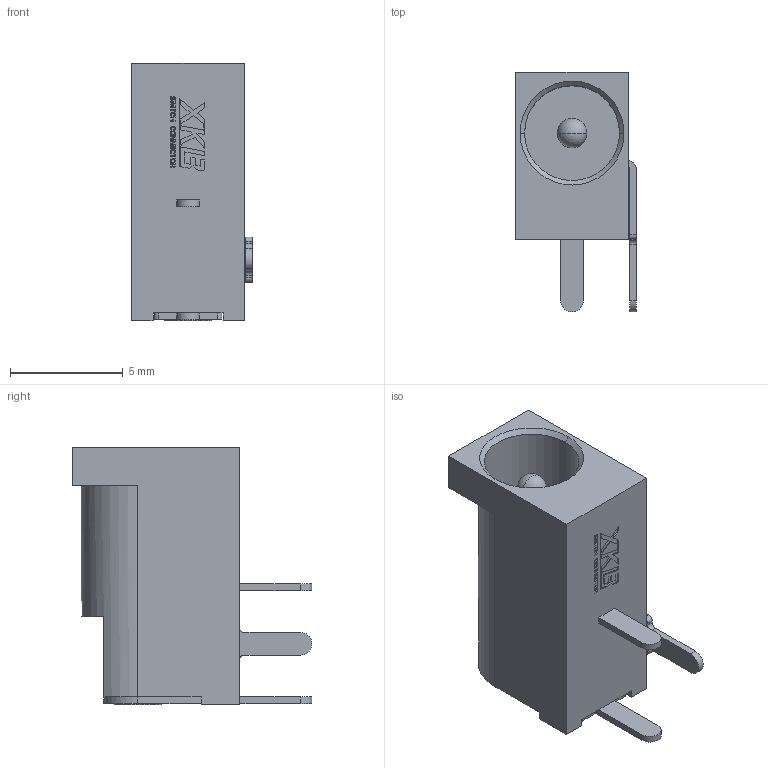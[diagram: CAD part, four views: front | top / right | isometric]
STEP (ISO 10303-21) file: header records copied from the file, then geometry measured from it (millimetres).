
FILE_DESCRIPTION((''),'2;1');
FILE_NAME('DC-002-2A-13','2020-06-02T',('cwg'),(''),'PRO/ENGINEER BY PARAMETRIC TECHNOLOGY CORPORATION, 2010280','PRO/ENGINEER BY PARAMETRIC TECHNOLOGY CORPORATION, 2010280','');
FILE_SCHEMA(('CONFIG_CONTROL_DESIGN'));
Length unit declared in the file: millimetre
Products named in the file (1): DC-002-2A-13
Bounding box: 5.35 x 10.6 x 11.4 mm (x, y, z)
Volume: 288.9 mm3; surface area: 466.3 mm2
Topology: 1 solids, 1 shells, 500 faces, 1410 edges, 936 vertices
Faces by surface type: plane 469, cylinder 25, torus 2, cone 2, sphere 2
Entity records: 15887 total; most frequent: CARTESIAN_POINT 2844, ORIENTED_EDGE 2816, DIRECTION 2469, EDGE_CURVE 1408, VECTOR 1347, LINE 1347, VERTEX_POINT 936, AXIS2_PLACEMENT_3D 561
